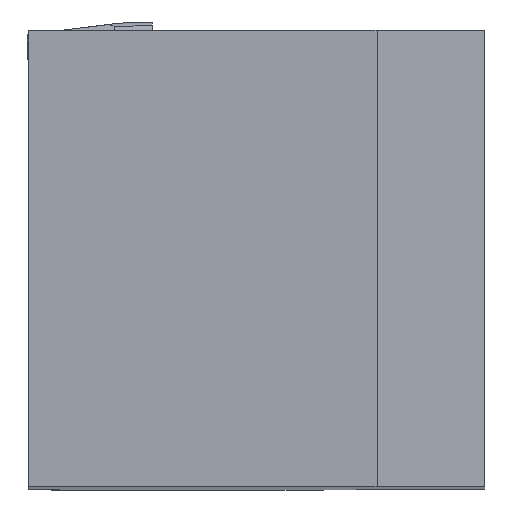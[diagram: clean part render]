
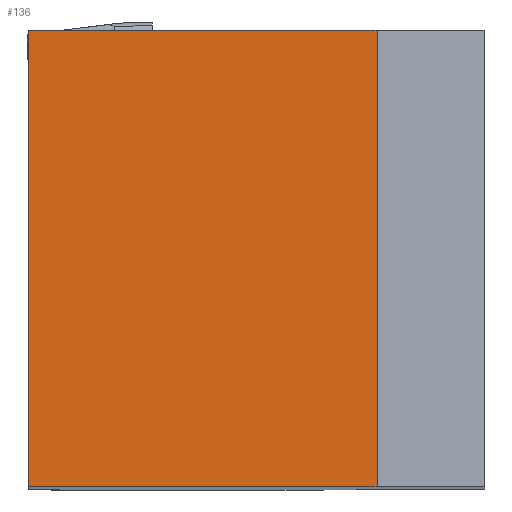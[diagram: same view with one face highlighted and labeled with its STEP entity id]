
A CAD part, top view. The second image highlights one B-rep face of the part: STEP entity #136.
In plain terms, the highlighted planar face has unit normal (0, 0, 1).
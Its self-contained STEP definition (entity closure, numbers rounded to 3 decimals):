
#136=ADVANCED_FACE('',(#203),#173,.T.);
#173=PLANE('',#865);
#203=FACE_OUTER_BOUND('',#236,.T.);
#236=EDGE_LOOP('',(#316,#317,#318,#319));
#316=ORIENTED_EDGE('',*,*,#553,.T.);
#317=ORIENTED_EDGE('',*,*,#559,.T.);
#318=ORIENTED_EDGE('',*,*,#542,.T.);
#319=ORIENTED_EDGE('',*,*,#556,.T.);
#475=VERTEX_POINT('',#1160);
#476=VERTEX_POINT('',#1162);
#484=VERTEX_POINT('',#1181);
#485=VERTEX_POINT('',#1183);
#542=EDGE_CURVE('',#476,#475,#637,.T.);
#553=EDGE_CURVE('',#485,#484,#648,.T.);
#556=EDGE_CURVE('',#475,#485,#651,.T.);
#559=EDGE_CURVE('',#484,#476,#654,.T.);
#637=LINE('',#1161,#717);
#648=LINE('',#1182,#728);
#651=LINE('',#1187,#731);
#654=LINE('',#1192,#734);
#717=VECTOR('',#949,1.);
#728=VECTOR('',#962,1.);
#731=VECTOR('',#967,1.);
#734=VECTOR('',#974,1.);
#865=AXIS2_PLACEMENT_3D('',#1193,#975,#976);
#949=DIRECTION('',(-1.,0.,0.));
#962=DIRECTION('',(1.,0.,0.));
#967=DIRECTION('',(0.,-1.,0.));
#974=DIRECTION('',(0.,1.,0.));
#975=DIRECTION('',(0.,0.,1.));
#976=DIRECTION('',(-1.,0.,0.));
#1160=CARTESIAN_POINT('',(0.,12.7,0.));
#1161=CARTESIAN_POINT('',(12.7,12.7,0.));
#1162=CARTESIAN_POINT('',(9.7,12.7,0.));
#1181=CARTESIAN_POINT('',(9.7,0.,0.));
#1182=CARTESIAN_POINT('',(0.,0.,0.));
#1183=CARTESIAN_POINT('',(0.,0.,0.));
#1187=CARTESIAN_POINT('',(0.,12.7,0.));
#1192=CARTESIAN_POINT('',(9.7,12.7,0.));
#1193=CARTESIAN_POINT('',(0.,12.7,0.));
